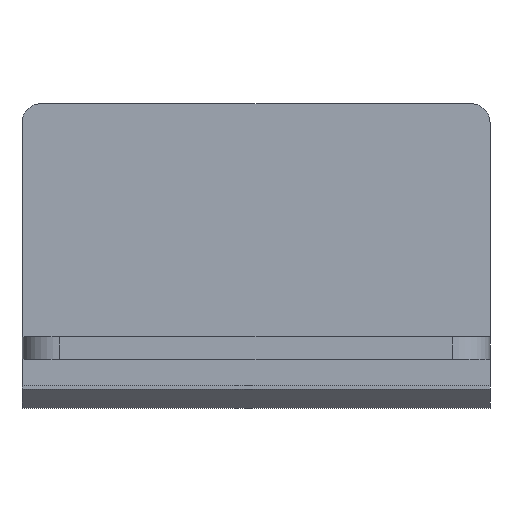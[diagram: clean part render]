
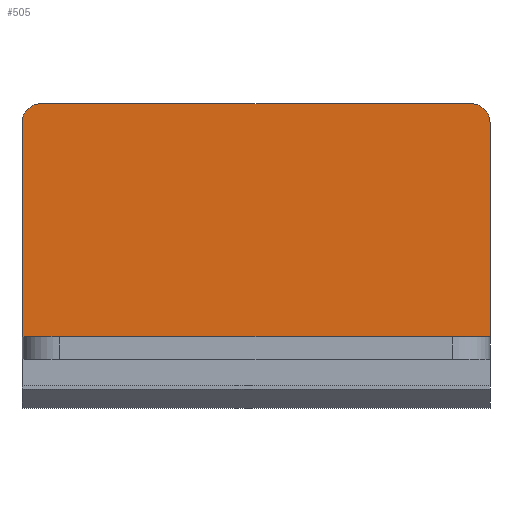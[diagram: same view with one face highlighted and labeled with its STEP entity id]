
A CAD part, front view. The second image highlights one B-rep face of the part: STEP entity #505.
In plain terms, the highlighted planar face has unit normal (0, -1, 0).
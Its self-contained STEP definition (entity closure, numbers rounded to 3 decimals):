
#26=PLANE('',#562);
#51=FACE_OUTER_BOUND('',#77,.T.);
#77=EDGE_LOOP('',(#441,#442,#443,#444,#445,#446));
#90=LINE('',#725,#150);
#108=LINE('',#762,#168);
#118=LINE('',#790,#178);
#139=LINE('',#840,#199);
#150=VECTOR('',#586,10.);
#168=VECTOR('',#608,10.);
#178=VECTOR('',#636,10.);
#199=VECTOR('',#683,10.);
#217=CIRCLE('',#561,1.);
#218=CIRCLE('',#563,1.);
#223=VERTEX_POINT('',#722);
#224=VERTEX_POINT('',#724);
#241=VERTEX_POINT('',#760);
#250=VERTEX_POINT('',#789);
#265=VERTEX_POINT('',#835);
#266=VERTEX_POINT('',#839);
#272=EDGE_CURVE('',#224,#223,#90,.T.);
#291=EDGE_CURVE('',#223,#241,#108,.T.);
#305=EDGE_CURVE('',#224,#250,#118,.T.);
#329=EDGE_CURVE('',#265,#241,#217,.T.);
#330=EDGE_CURVE('',#266,#265,#139,.T.);
#331=EDGE_CURVE('',#250,#266,#218,.T.);
#441=ORIENTED_EDGE('',*,*,#272,.T.);
#442=ORIENTED_EDGE('',*,*,#291,.T.);
#443=ORIENTED_EDGE('',*,*,#329,.F.);
#444=ORIENTED_EDGE('',*,*,#330,.F.);
#445=ORIENTED_EDGE('',*,*,#331,.F.);
#446=ORIENTED_EDGE('',*,*,#305,.F.);
#505=ADVANCED_FACE('',(#51),#26,.T.);
#561=AXIS2_PLACEMENT_3D('',#837,#679,#680);
#562=AXIS2_PLACEMENT_3D('',#838,#681,#682);
#563=AXIS2_PLACEMENT_3D('',#841,#684,#685);
#586=DIRECTION('',(1.,0.,0.));
#608=DIRECTION('',(0.,0.,1.));
#636=DIRECTION('',(0.,0.,1.));
#679=DIRECTION('center_axis',(0.,1.,0.));
#680=DIRECTION('ref_axis',(0.707,0.,0.707));
#681=DIRECTION('center_axis',(0.,-1.,0.));
#682=DIRECTION('ref_axis',(1.,0.,0.));
#683=DIRECTION('',(1.,0.,0.));
#684=DIRECTION('center_axis',(0.,1.,0.));
#685=DIRECTION('ref_axis',(-0.707,0.,0.707));
#722=CARTESIAN_POINT('',(15.663,-0.629,3.8));
#724=CARTESIAN_POINT('',(-9.237,-0.629,3.8));
#725=CARTESIAN_POINT('',(3.213,-0.629,3.8));
#760=CARTESIAN_POINT('',(15.663,-0.629,15.2));
#762=CARTESIAN_POINT('',(15.663,-0.629,1.2));
#789=CARTESIAN_POINT('',(-9.237,-0.629,15.2));
#790=CARTESIAN_POINT('',(-9.237,-0.629,1.2));
#835=CARTESIAN_POINT('',(14.663,-0.629,16.2));
#837=CARTESIAN_POINT('Origin',(14.663,-0.629,15.2));
#838=CARTESIAN_POINT('Origin',(-9.237,-0.629,1.2));
#839=CARTESIAN_POINT('',(-8.237,-0.629,16.2));
#840=CARTESIAN_POINT('',(-9.237,-0.629,16.2));
#841=CARTESIAN_POINT('Origin',(-8.237,-0.629,15.2));
